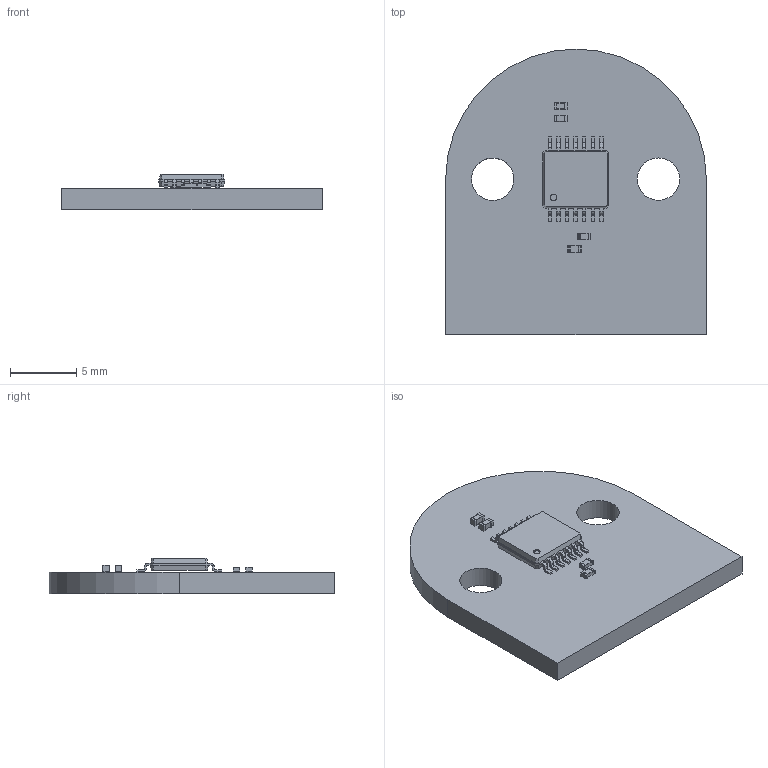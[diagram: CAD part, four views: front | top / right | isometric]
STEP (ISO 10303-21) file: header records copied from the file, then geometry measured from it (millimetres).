
FILE_DESCRIPTION(('KiCad electronic assembly'),'2;1');
FILE_NAME('SmallKat Encoder.step','2021-02-02T21:44:44',('An Author'),( 'A Company'),'Open CASCADE STEP processor 6.9', 'KiCad to STEP converter','Unknown');
FILE_SCHEMA(('AUTOMOTIVE_DESIGN { 1 0 10303 214 1 1 1 1 }'));
Length unit declared in the file: millimetre
Products named in the file (8): Open CASCADE STEP translator 6.9 1; TSSOP-14_4.4x5mm_P0.65mm; SOLID; R_0402_1005Metric; C_0402_1005Metric; COMPOUND
Assembly tree (9 placements, depth 3):
  Open CASCADE STEP translator 6.9 1
    TSSOP-14_4.4x5mm_P0.65mm
      SOLID
    R_0402_1005Metric  x2
      SOLID
    C_0402_1005Metric  x2
      SOLID
    COMPOUND
Bounding box: 19.7 x 21.59 x 2.65 mm (x, y, z)
Volume: 608.5 mm3; surface area: 967.8 mm2
Topology: 6 solids, 6 shells, 362 faces, 947 edges, 602 vertices
Faces by surface type: plane 224, cylinder 100, bspline 38
Full cylindrical faces by diameter (mm): 0.5 x1, 3.2 x2
Entity records: 22207 total; most frequent: CARTESIAN_POINT 3933, DIRECTION 2951, LINE 1987, VECTOR 1987, ORIENTED_EDGE 1614, PCURVE 1614, DEFINITIONAL_REPRESENTATION 1614, EDGE_CURVE 807
